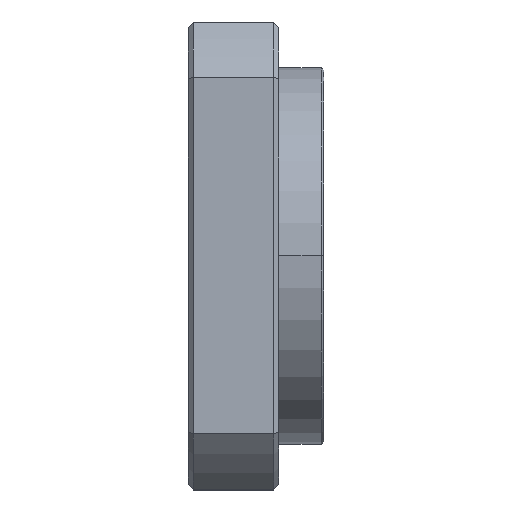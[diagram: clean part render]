
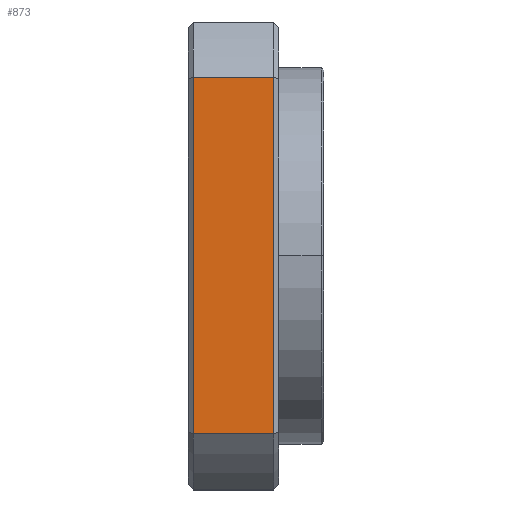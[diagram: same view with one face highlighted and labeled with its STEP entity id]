
A CAD part, top view. The second image highlights one B-rep face of the part: STEP entity #873.
In plain terms, the highlighted planar face has unit normal (0, 0, 1).
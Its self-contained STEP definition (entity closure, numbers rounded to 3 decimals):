
#146 = VERTEX_POINT ( 'NONE', #379 ) ;
#165 = VERTEX_POINT ( 'NONE', #398 ) ;
#167 = VERTEX_POINT ( 'NONE', #400 ) ;
#168 = VERTEX_POINT ( 'NONE', #401 ) ;
#379 = CARTESIAN_POINT ( 'NONE',  ( 17., 35.496, 46.5 ) ) ;
#398 = CARTESIAN_POINT ( 'NONE',  ( 1., 35.496, 46.5 ) ) ;
#400 = CARTESIAN_POINT ( 'NONE',  ( 1., -35.496, 46.5 ) ) ;
#401 = CARTESIAN_POINT ( 'NONE',  ( 17., -35.496, 46.5 ) ) ;
#788 = EDGE_CURVE ( 'NONE', #168, #146, #2127, .T. ) ;
#813 = EDGE_CURVE ( 'NONE', #167, #165, #2148, .T. ) ;
#814 = EDGE_CURVE ( 'NONE', #146, #165, #2156, .T. ) ;
#817 = EDGE_CURVE ( 'NONE', #168, #167, #2161, .T. ) ;
#873 = ADVANCED_FACE ( 'NONE', ( #2232 ), #2893, .T. ) ;
#1164 = EDGE_LOOP ( 'NONE', ( #1293, #1294, #1295, #1296 ) ) ;
#1293 = ORIENTED_EDGE ( 'NONE', *, *, #817, .F. ) ;
#1294 = ORIENTED_EDGE ( 'NONE', *, *, #788, .T. ) ;
#1295 = ORIENTED_EDGE ( 'NONE', *, *, #814, .T. ) ;
#1296 = ORIENTED_EDGE ( 'NONE', *, *, #813, .F. ) ;
#1866 = AXIS2_PLACEMENT_3D ( 'NONE', #2892, #2895, #2896 ) ;
#2127 = LINE ( 'NONE', #2636, #2130 ) ;
#2130 = VECTOR ( 'NONE', #2637, 1000. ) ;
#2148 = LINE ( 'NONE', #2715, #2154 ) ;
#2154 = VECTOR ( 'NONE', #2716, 1000. ) ;
#2156 = LINE ( 'NONE', #2709, #2158 ) ;
#2158 = VECTOR ( 'NONE', #2718, 1000. ) ;
#2161 = LINE ( 'NONE', #2714, #2163 ) ;
#2163 = VECTOR ( 'NONE', #2724, 1000. ) ;
#2232 = FACE_OUTER_BOUND ( 'NONE', #1164, .T. ) ;
#2636 = CARTESIAN_POINT ( 'NONE',  ( 17., -46.5, 46.5 ) ) ;
#2637 = DIRECTION ( 'NONE',  ( 0., 1., 0. ) ) ;
#2709 = CARTESIAN_POINT ( 'NONE',  ( 50., 35.496, 46.5 ) ) ;
#2714 = CARTESIAN_POINT ( 'NONE',  ( -81.647, -35.496, 46.5 ) ) ;
#2715 = CARTESIAN_POINT ( 'NONE',  ( 1., -46.5, 46.5 ) ) ;
#2716 = DIRECTION ( 'NONE',  ( 0., 1., 0. ) ) ;
#2718 = DIRECTION ( 'NONE',  ( -1., 0., 0. ) ) ;
#2724 = DIRECTION ( 'NONE',  ( -1., 0., 0. ) ) ;
#2892 = CARTESIAN_POINT ( 'NONE',  ( 50., -46.5, 46.5 ) ) ;
#2893 = PLANE ( 'NONE',  #1866 ) ;
#2895 = DIRECTION ( 'NONE',  ( 0., 0., 1. ) ) ;
#2896 = DIRECTION ( 'NONE',  ( 1., 0., 0. ) ) ;
